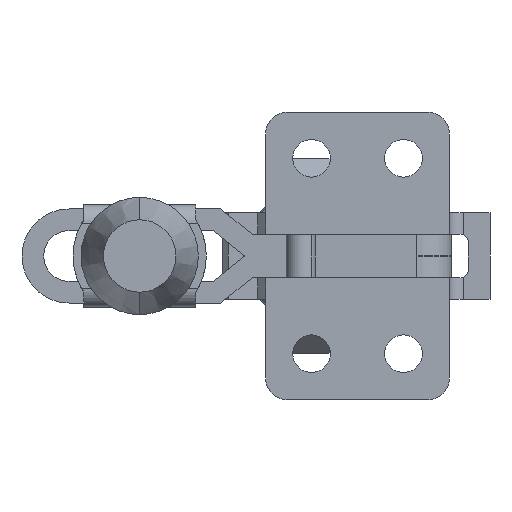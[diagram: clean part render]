
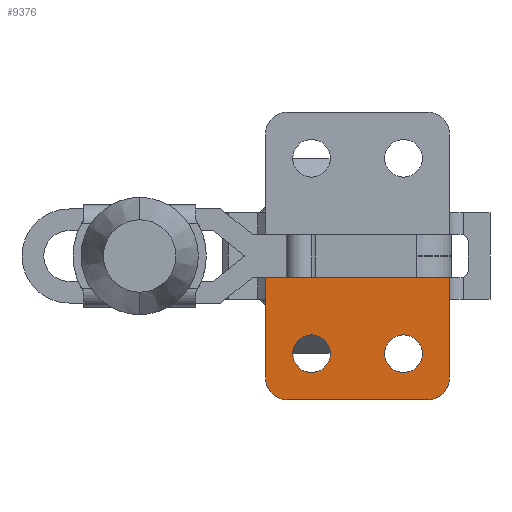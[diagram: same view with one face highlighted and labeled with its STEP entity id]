
A CAD part, front view. The second image highlights one B-rep face of the part: STEP entity #9376.
In plain terms, the highlighted planar face has unit normal (0, -1, 0).
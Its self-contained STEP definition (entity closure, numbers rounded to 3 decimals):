
#344 = AXIS2_PLACEMENT_3D ( 'NONE', #4345, #7552, #3651 ) ;
#371 = ORIENTED_EDGE ( 'NONE', *, *, #9962, .F. ) ;
#382 = VERTEX_POINT ( 'NONE', #2718 ) ;
#385 = EDGE_CURVE ( 'NONE', #5898, #3862, #9195, .T. ) ;
#580 = DIRECTION ( 'NONE',  ( 1., 0., 0. ) ) ;
#620 = CARTESIAN_POINT ( 'NONE',  ( -25.399, 0.05, -3. ) ) ;
#906 = CARTESIAN_POINT ( 'NONE',  ( -22.4, 0.05, -19.85 ) ) ;
#1100 = AXIS2_PLACEMENT_3D ( 'NONE', #1170, #9921, #5071 ) ;
#1170 = CARTESIAN_POINT ( 'NONE',  ( -19.05, 0.05, -13.5 ) ) ;
#1305 = PLANE ( 'NONE',  #4019 ) ;
#1370 = VECTOR ( 'NONE', #8046, 1000. ) ;
#1399 = VERTEX_POINT ( 'NONE', #7334 ) ;
#1583 = CARTESIAN_POINT ( 'NONE',  ( -6.35, 0.05, -16.1 ) ) ;
#1649 = DIRECTION ( 'NONE',  ( -1., 0., 0. ) ) ;
#1726 = CARTESIAN_POINT ( 'NONE',  ( -25.4, 0.05, -16.85 ) ) ;
#1790 = VERTEX_POINT ( 'NONE', #2555 ) ;
#2240 = CARTESIAN_POINT ( 'NONE',  ( -22.4, 0.05, -16.85 ) ) ;
#2328 = FACE_OUTER_BOUND ( 'NONE', #6374, .T. ) ;
#2350 = LINE ( 'NONE', #3416, #10350 ) ;
#2373 = DIRECTION ( 'NONE',  ( 0., -1., 0. ) ) ;
#2469 = EDGE_CURVE ( 'NONE', #3862, #5898, #2869, .T. ) ;
#2555 = CARTESIAN_POINT ( 'NONE',  ( -25.4, 0.05, -6. ) ) ;
#2657 = FACE_BOUND ( 'NONE', #11277, .T. ) ;
#2708 = CARTESIAN_POINT ( 'NONE',  ( -19.05, 0.05, -16.1 ) ) ;
#2718 = CARTESIAN_POINT ( 'NONE',  ( 0., 0.05, -3. ) ) ;
#2869 = CIRCLE ( 'NONE', #344, 2.6 ) ;
#3141 = ORIENTED_EDGE ( 'NONE', *, *, #9398, .F. ) ;
#3203 = CARTESIAN_POINT ( 'NONE',  ( 0., 0.05, -16.85 ) ) ;
#3240 = DIRECTION ( 'NONE',  ( 0., 0., 1. ) ) ;
#3292 = CARTESIAN_POINT ( 'NONE',  ( -27.949, 0.05, 111.908 ) ) ;
#3362 = CARTESIAN_POINT ( 'NONE',  ( -6.35, 0.05, -13.5 ) ) ;
#3416 = CARTESIAN_POINT ( 'NONE',  ( 0., 0.05, -6. ) ) ;
#3497 = EDGE_CURVE ( 'NONE', #8095, #382, #2350, .T. ) ;
#3589 = ORIENTED_EDGE ( 'NONE', *, *, #9907, .T. ) ;
#3651 = DIRECTION ( 'NONE',  ( 0., 0., 1. ) ) ;
#3744 = EDGE_CURVE ( 'NONE', #8312, #8095, #8285, .T. ) ;
#3834 = LINE ( 'NONE', #12612, #8863 ) ;
#3862 = VERTEX_POINT ( 'NONE', #2708 ) ;
#4007 = LINE ( 'NONE', #7958, #1370 ) ;
#4019 = AXIS2_PLACEMENT_3D ( 'NONE', #3292, #10323, #4291 ) ;
#4291 = DIRECTION ( 'NONE',  ( 0., 0., 1. ) ) ;
#4345 = CARTESIAN_POINT ( 'NONE',  ( -19.05, 0.05, -13.5 ) ) ;
#4375 = DIRECTION ( 'NONE',  ( 0., 0., 1. ) ) ;
#4413 = LINE ( 'NONE', #4983, #12116 ) ;
#4506 = CIRCLE ( 'NONE', #11607, 2.6 ) ;
#4623 = DIRECTION ( 'NONE',  ( 0., -1., 0. ) ) ;
#4687 = CIRCLE ( 'NONE', #5379, 2.6 ) ;
#4983 = CARTESIAN_POINT ( 'NONE',  ( -25.399, 0.05, 111.908 ) ) ;
#5071 = DIRECTION ( 'NONE',  ( 0., 0., 1. ) ) ;
#5379 = AXIS2_PLACEMENT_3D ( 'NONE', #8371, #2373, #9409 ) ;
#5746 = ORIENTED_EDGE ( 'NONE', *, *, #2469, .F. ) ;
#5898 = VERTEX_POINT ( 'NONE', #9174 ) ;
#6269 = LINE ( 'NONE', #7641, #12578 ) ;
#6374 = EDGE_LOOP ( 'NONE', ( #10726, #12041, #11721, #12738, #8753, #3589, #8171, #7976 ) ) ;
#6592 = EDGE_LOOP ( 'NONE', ( #371, #3141 ) ) ;
#6700 = EDGE_CURVE ( 'NONE', #6974, #8312, #3834, .T. ) ;
#6815 = VERTEX_POINT ( 'NONE', #620 ) ;
#6908 = AXIS2_PLACEMENT_3D ( 'NONE', #2240, #9261, #3240 ) ;
#6974 = VERTEX_POINT ( 'NONE', #906 ) ;
#7087 = DIRECTION ( 'NONE',  ( 0., 0., 1. ) ) ;
#7225 = VERTEX_POINT ( 'NONE', #10389 ) ;
#7287 = VERTEX_POINT ( 'NONE', #8494 ) ;
#7334 = CARTESIAN_POINT ( 'NONE',  ( -25.4, 0.05, -16.85 ) ) ;
#7364 = EDGE_CURVE ( 'NONE', #1790, #1399, #11507, .T. ) ;
#7552 = DIRECTION ( 'NONE',  ( 0., -1., 0. ) ) ;
#7558 = EDGE_CURVE ( 'NONE', #7225, #6815, #4413, .T. ) ;
#7641 = CARTESIAN_POINT ( 'NONE',  ( -25.4, 0.05, -6. ) ) ;
#7674 = FACE_BOUND ( 'NONE', #6592, .T. ) ;
#7958 = CARTESIAN_POINT ( 'NONE',  ( -26.765, 0.05, -3. ) ) ;
#7976 = ORIENTED_EDGE ( 'NONE', *, *, #3744, .T. ) ;
#8046 = DIRECTION ( 'NONE',  ( -1., 0., 0. ) ) ;
#8095 = VERTEX_POINT ( 'NONE', #3203 ) ;
#8171 = ORIENTED_EDGE ( 'NONE', *, *, #6700, .T. ) ;
#8285 = CIRCLE ( 'NONE', #12988, 3. ) ;
#8312 = VERTEX_POINT ( 'NONE', #12614 ) ;
#8332 = EDGE_CURVE ( 'NONE', #7225, #1790, #6269, .T. ) ;
#8371 = CARTESIAN_POINT ( 'NONE',  ( -6.35, 0.05, -13.5 ) ) ;
#8494 = CARTESIAN_POINT ( 'NONE',  ( -6.35, 0.05, -10.9 ) ) ;
#8726 = DIRECTION ( 'NONE',  ( 0., 0., -1. ) ) ;
#8753 = ORIENTED_EDGE ( 'NONE', *, *, #7364, .T. ) ;
#8763 = CIRCLE ( 'NONE', #6908, 3. ) ;
#8836 = VECTOR ( 'NONE', #8726, 1000. ) ;
#8863 = VECTOR ( 'NONE', #580, 1000. ) ;
#9174 = CARTESIAN_POINT ( 'NONE',  ( -19.05, 0.05, -10.9 ) ) ;
#9195 = CIRCLE ( 'NONE', #1100, 2.6 ) ;
#9261 = DIRECTION ( 'NONE',  ( 0., -1., 0. ) ) ;
#9376 = ADVANCED_FACE ( 'NONE', ( #7674, #2657, #2328 ), #1305, .F. ) ;
#9398 = EDGE_CURVE ( 'NONE', #7287, #10640, #4687, .T. ) ;
#9409 = DIRECTION ( 'NONE',  ( 0., 0., 1. ) ) ;
#9828 = ORIENTED_EDGE ( 'NONE', *, *, #385, .F. ) ;
#9907 = EDGE_CURVE ( 'NONE', #1399, #6974, #8763, .T. ) ;
#9921 = DIRECTION ( 'NONE',  ( 0., -1., 0. ) ) ;
#9946 = DIRECTION ( 'NONE',  ( 0., 0., 1. ) ) ;
#9962 = EDGE_CURVE ( 'NONE', #10640, #7287, #4506, .T. ) ;
#10323 = DIRECTION ( 'NONE',  ( 0., 1., 0. ) ) ;
#10350 = VECTOR ( 'NONE', #9946, 1000. ) ;
#10389 = CARTESIAN_POINT ( 'NONE',  ( -25.399, 0.05, -6. ) ) ;
#10394 = DIRECTION ( 'NONE',  ( 0., -1., 0. ) ) ;
#10640 = VERTEX_POINT ( 'NONE', #1583 ) ;
#10641 = CARTESIAN_POINT ( 'NONE',  ( -3., 0.05, -16.85 ) ) ;
#10726 = ORIENTED_EDGE ( 'NONE', *, *, #3497, .T. ) ;
#10932 = EDGE_CURVE ( 'NONE', #382, #6815, #4007, .T. ) ;
#11277 = EDGE_LOOP ( 'NONE', ( #5746, #9828 ) ) ;
#11507 = LINE ( 'NONE', #1726, #8836 ) ;
#11607 = AXIS2_PLACEMENT_3D ( 'NONE', #3362, #10394, #4375 ) ;
#11640 = DIRECTION ( 'NONE',  ( 0., 0., 1. ) ) ;
#11721 = ORIENTED_EDGE ( 'NONE', *, *, #7558, .F. ) ;
#12041 = ORIENTED_EDGE ( 'NONE', *, *, #10932, .T. ) ;
#12116 = VECTOR ( 'NONE', #7087, 1000. ) ;
#12578 = VECTOR ( 'NONE', #1649, 1000. ) ;
#12612 = CARTESIAN_POINT ( 'NONE',  ( -22.4, 0.05, -19.85 ) ) ;
#12614 = CARTESIAN_POINT ( 'NONE',  ( -3., 0.05, -19.85 ) ) ;
#12738 = ORIENTED_EDGE ( 'NONE', *, *, #8332, .T. ) ;
#12988 = AXIS2_PLACEMENT_3D ( 'NONE', #10641, #4623, #11640 ) ;
